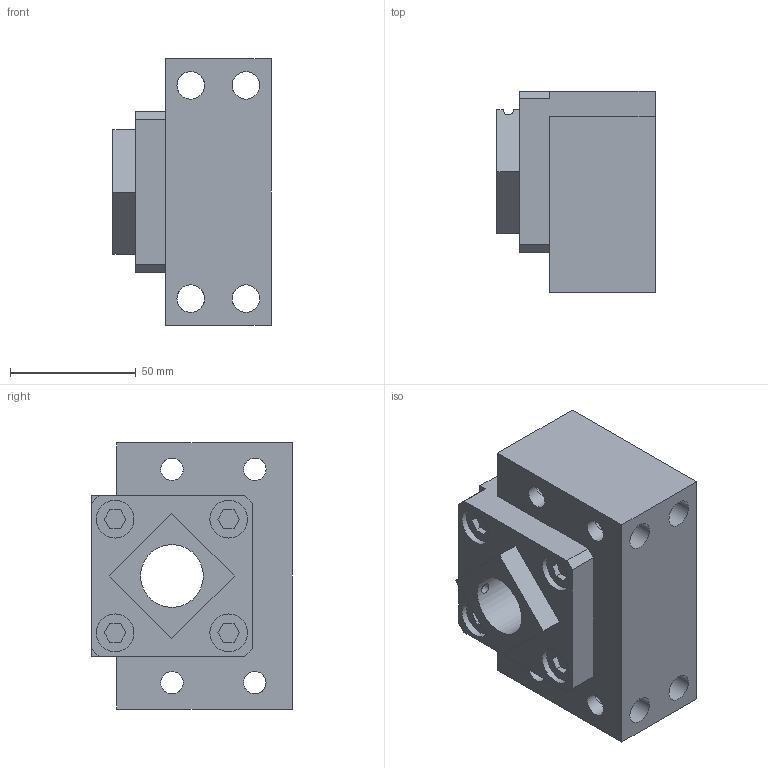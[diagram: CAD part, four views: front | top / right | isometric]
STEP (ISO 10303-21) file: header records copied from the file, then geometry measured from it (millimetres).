
FILE_DESCRIPTION( ( 'STEP AP214' ), ' ' );
FILE_NAME( 'CFK-25.stp', '2019-07-16T03:04:18', ( '' ), ( '' ), ' ', 'PARTsolutions', ' ' );
FILE_SCHEMA( ( 'AUTOMOTIVE_DESIGN { 1 0 10303 214 1 1 1 1 }' ) );
Length unit declared in the file: millimetre
Products named in the file (1): _CFK-25
Bounding box: 63 x 80 x 106 mm (x, y, z)
Volume: 326527.4 mm3; surface area: 51722.6 mm2
Topology: 1 solids, 1 shells, 85 faces, 222 edges, 151 vertices
Faces by surface type: plane 59, cylinder 26
Full cylindrical faces by diameter (mm): 4.134 x1, 9 x12, 11 x4, 15 x4, 17.5 x4, 25 x1
Entity records: 4405 total; most frequent: CARTESIAN_POINT 1700, DIRECTION 377, ORIENTED_EDGE 372, EDGE_CURVE 186, EDGE_LOOP 159, VERTEX_POINT 141, LINE 133, VECTOR 133
